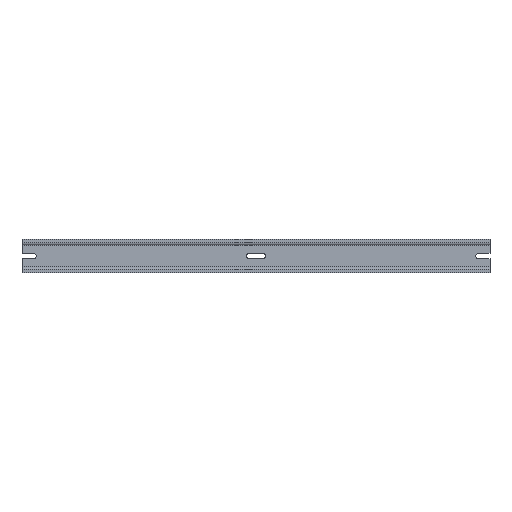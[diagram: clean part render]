
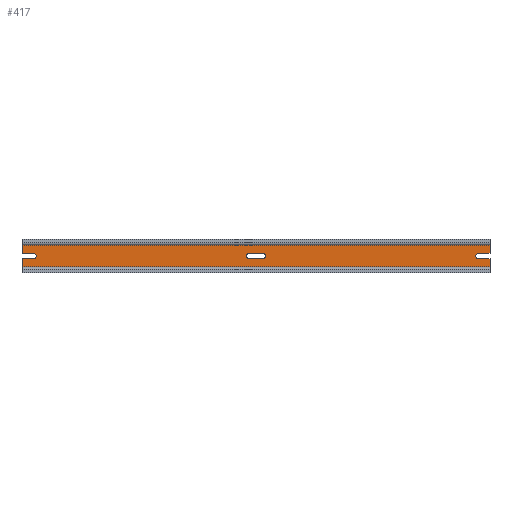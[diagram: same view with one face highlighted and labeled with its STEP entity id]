
A CAD part, top view. The second image highlights one B-rep face of the part: STEP entity #417.
In plain terms, the highlighted planar face has unit normal (0, 0, 1).
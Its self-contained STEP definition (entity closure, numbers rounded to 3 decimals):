
#79=AXIS2_PLACEMENT_3D('Circle Axis2P3D',#77,#78,$) ;
#286=AXIS2_PLACEMENT_3D('Circle Axis2P3D',#284,#285,$) ;
#306=AXIS2_PLACEMENT_3D('Plane Axis2P3D',#303,#304,#305) ;
#340=AXIS2_PLACEMENT_3D('Circle Axis2P3D',#338,#339,$) ;
#382=AXIS2_PLACEMENT_3D('Circle Axis2P3D',#380,#381,$) ;
#43=CARTESIAN_POINT('Vertex',(240.25,20.25,1.5)) ;
#57=CARTESIAN_POINT('Vertex',(254.75,20.25,1.5)) ;
#60=CARTESIAN_POINT('Line Origine',(247.5,20.25,1.5)) ;
#77=CARTESIAN_POINT('Axis2P3D Location',(240.25,17.5,1.5)) ;
#81=CARTESIAN_POINT('Vertex',(240.25,14.75,1.5)) ;
#284=CARTESIAN_POINT('Axis2P3D Location',(254.75,17.5,1.5)) ;
#288=CARTESIAN_POINT('Vertex',(254.75,14.75,1.5)) ;
#303=CARTESIAN_POINT('Axis2P3D Location',(0.,29.,1.5)) ;
#308=CARTESIAN_POINT('Line Origine',(0.,10.375,1.5)) ;
#312=CARTESIAN_POINT('Vertex',(0.,14.75,1.5)) ;
#314=CARTESIAN_POINT('Vertex',(0.,6.,1.5)) ;
#317=CARTESIAN_POINT('Line Origine',(247.5,6.,1.5)) ;
#321=CARTESIAN_POINT('Vertex',(495.,6.,1.5)) ;
#324=CARTESIAN_POINT('Line Origine',(495.,10.375,1.5)) ;
#328=CARTESIAN_POINT('Vertex',(495.,14.75,1.5)) ;
#331=CARTESIAN_POINT('Line Origine',(488.875,14.75,1.5)) ;
#335=CARTESIAN_POINT('Vertex',(482.75,14.75,1.5)) ;
#338=CARTESIAN_POINT('Axis2P3D Location',(482.75,17.5,1.5)) ;
#342=CARTESIAN_POINT('Vertex',(482.75,20.25,1.5)) ;
#345=CARTESIAN_POINT('Line Origine',(488.875,20.25,1.5)) ;
#349=CARTESIAN_POINT('Vertex',(495.,20.25,1.5)) ;
#352=CARTESIAN_POINT('Line Origine',(495.,24.625,1.5)) ;
#356=CARTESIAN_POINT('Vertex',(495.,29.,1.5)) ;
#359=CARTESIAN_POINT('Line Origine',(247.5,29.,1.5)) ;
#363=CARTESIAN_POINT('Vertex',(0.,29.,1.5)) ;
#366=CARTESIAN_POINT('Line Origine',(0.,24.625,1.5)) ;
#370=CARTESIAN_POINT('Vertex',(0.,20.25,1.5)) ;
#373=CARTESIAN_POINT('Line Origine',(6.125,20.25,1.5)) ;
#377=CARTESIAN_POINT('Vertex',(12.25,20.25,1.5)) ;
#380=CARTESIAN_POINT('Axis2P3D Location',(12.25,17.5,1.5)) ;
#384=CARTESIAN_POINT('Vertex',(12.25,14.75,1.5)) ;
#387=CARTESIAN_POINT('Line Origine',(6.125,14.75,1.5)) ;
#406=CARTESIAN_POINT('Line Origine',(247.5,14.75,1.5)) ;
#61=DIRECTION('Vector Direction',(1.,0.,0.)) ;
#78=DIRECTION('Axis2P3D Direction',(0.,-0.,1.)) ;
#285=DIRECTION('Axis2P3D Direction',(0.,0.,1.)) ;
#304=DIRECTION('Axis2P3D Direction',(-0.,0.,1.)) ;
#305=DIRECTION('Axis2P3D XDirection',(0.,-1.,0.)) ;
#309=DIRECTION('Vector Direction',(0.,-1.,0.)) ;
#318=DIRECTION('Vector Direction',(1.,0.,0.)) ;
#325=DIRECTION('Vector Direction',(0.,-1.,0.)) ;
#332=DIRECTION('Vector Direction',(1.,0.,0.)) ;
#339=DIRECTION('Axis2P3D Direction',(-0.,0.,1.)) ;
#346=DIRECTION('Vector Direction',(1.,0.,0.)) ;
#353=DIRECTION('Vector Direction',(0.,-1.,0.)) ;
#360=DIRECTION('Vector Direction',(1.,0.,0.)) ;
#367=DIRECTION('Vector Direction',(0.,-1.,0.)) ;
#374=DIRECTION('Vector Direction',(-1.,0.,0.)) ;
#381=DIRECTION('Axis2P3D Direction',(-0.,0.,1.)) ;
#388=DIRECTION('Vector Direction',(-1.,0.,0.)) ;
#407=DIRECTION('Vector Direction',(-1.,0.,0.)) ;
#62=VECTOR('Line Direction',#61,1.) ;
#310=VECTOR('Line Direction',#309,1.) ;
#319=VECTOR('Line Direction',#318,1.) ;
#326=VECTOR('Line Direction',#325,1.) ;
#333=VECTOR('Line Direction',#332,1.) ;
#347=VECTOR('Line Direction',#346,1.) ;
#354=VECTOR('Line Direction',#353,1.) ;
#361=VECTOR('Line Direction',#360,1.) ;
#368=VECTOR('Line Direction',#367,1.) ;
#375=VECTOR('Line Direction',#374,1.) ;
#389=VECTOR('Line Direction',#388,1.) ;
#408=VECTOR('Line Direction',#407,1.) ;
#393=ORIENTED_EDGE('',*,*,#316,.T.) ;
#394=ORIENTED_EDGE('',*,*,#323,.T.) ;
#395=ORIENTED_EDGE('',*,*,#330,.F.) ;
#396=ORIENTED_EDGE('',*,*,#337,.F.) ;
#397=ORIENTED_EDGE('',*,*,#344,.F.) ;
#398=ORIENTED_EDGE('',*,*,#351,.T.) ;
#399=ORIENTED_EDGE('',*,*,#358,.F.) ;
#400=ORIENTED_EDGE('',*,*,#365,.F.) ;
#401=ORIENTED_EDGE('',*,*,#372,.T.) ;
#402=ORIENTED_EDGE('',*,*,#379,.F.) ;
#403=ORIENTED_EDGE('',*,*,#386,.F.) ;
#404=ORIENTED_EDGE('',*,*,#391,.T.) ;
#412=ORIENTED_EDGE('',*,*,#290,.F.) ;
#413=ORIENTED_EDGE('',*,*,#410,.T.) ;
#414=ORIENTED_EDGE('',*,*,#83,.F.) ;
#415=ORIENTED_EDGE('',*,*,#64,.T.) ;
#416=FACE_BOUND('',#411,.T.) ;
#417=ADVANCED_FACE('Rail',(#405,#416),#307,.T.) ;
#80=CIRCLE('generated circle',#79,2.75) ;
#287=CIRCLE('generated circle',#286,2.75) ;
#341=CIRCLE('generated circle',#340,2.75) ;
#383=CIRCLE('generated circle',#382,2.75) ;
#64=EDGE_CURVE('',#44,#58,#63,.T.) ;
#83=EDGE_CURVE('',#44,#82,#80,.T.) ;
#290=EDGE_CURVE('',#289,#58,#287,.T.) ;
#316=EDGE_CURVE('',#313,#315,#311,.T.) ;
#323=EDGE_CURVE('',#315,#322,#320,.T.) ;
#330=EDGE_CURVE('',#329,#322,#327,.T.) ;
#337=EDGE_CURVE('',#336,#329,#334,.T.) ;
#344=EDGE_CURVE('',#343,#336,#341,.T.) ;
#351=EDGE_CURVE('',#343,#350,#348,.T.) ;
#358=EDGE_CURVE('',#357,#350,#355,.T.) ;
#365=EDGE_CURVE('',#364,#357,#362,.T.) ;
#372=EDGE_CURVE('',#364,#371,#369,.T.) ;
#379=EDGE_CURVE('',#378,#371,#376,.T.) ;
#386=EDGE_CURVE('',#385,#378,#383,.T.) ;
#391=EDGE_CURVE('',#385,#313,#390,.T.) ;
#410=EDGE_CURVE('',#289,#82,#409,.T.) ;
#392=EDGE_LOOP('',(#393,#394,#395,#396,#397,#398,#399,#400,#401,#402,#403,#404)) ;
#411=EDGE_LOOP('',(#412,#413,#414,#415)) ;
#405=FACE_OUTER_BOUND('',#392,.T.) ;
#63=LINE('Line',#60,#62) ;
#311=LINE('Line',#308,#310) ;
#320=LINE('Line',#317,#319) ;
#327=LINE('Line',#324,#326) ;
#334=LINE('Line',#331,#333) ;
#348=LINE('Line',#345,#347) ;
#355=LINE('Line',#352,#354) ;
#362=LINE('Line',#359,#361) ;
#369=LINE('Line',#366,#368) ;
#376=LINE('Line',#373,#375) ;
#390=LINE('Line',#387,#389) ;
#409=LINE('Line',#406,#408) ;
#307=PLANE('',#306) ;
#44=VERTEX_POINT('',#43) ;
#58=VERTEX_POINT('',#57) ;
#82=VERTEX_POINT('',#81) ;
#289=VERTEX_POINT('',#288) ;
#313=VERTEX_POINT('',#312) ;
#315=VERTEX_POINT('',#314) ;
#322=VERTEX_POINT('',#321) ;
#329=VERTEX_POINT('',#328) ;
#336=VERTEX_POINT('',#335) ;
#343=VERTEX_POINT('',#342) ;
#350=VERTEX_POINT('',#349) ;
#357=VERTEX_POINT('',#356) ;
#364=VERTEX_POINT('',#363) ;
#371=VERTEX_POINT('',#370) ;
#378=VERTEX_POINT('',#377) ;
#385=VERTEX_POINT('',#384) ;
